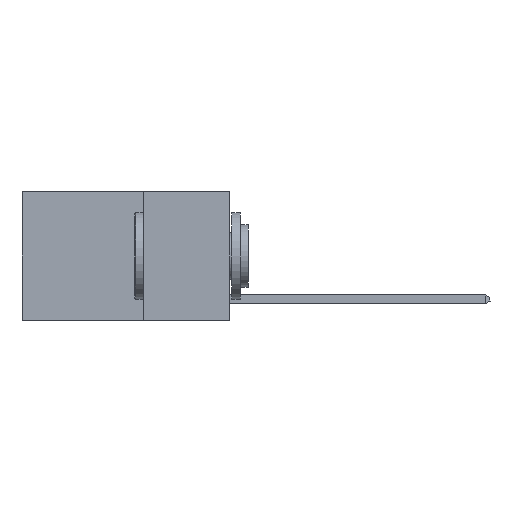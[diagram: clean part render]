
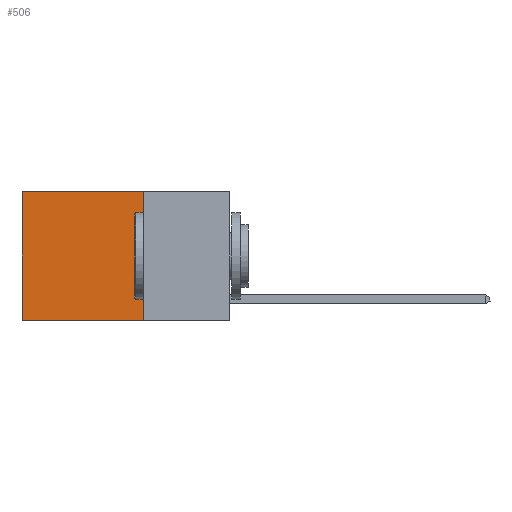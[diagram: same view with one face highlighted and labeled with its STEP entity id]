
A CAD part, left-side view. The second image highlights one B-rep face of the part: STEP entity #506.
In plain terms, the highlighted planar face has unit normal (-1, 0, 0).
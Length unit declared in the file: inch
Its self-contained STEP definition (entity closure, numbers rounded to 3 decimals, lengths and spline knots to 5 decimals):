
#506 = ADVANCED_FACE ( 'NONE', ( #6153 ), #2530, .F. ) ;
#797 = CARTESIAN_POINT ( 'NONE',  ( 0.2625, 0.25, 0. ) ) ;
#945 = VERTEX_POINT ( 'NONE', #8945 ) ;
#1295 = CARTESIAN_POINT ( 'NONE',  ( 0.2625, 0.25, 0. ) ) ;
#1318 = LINE ( 'NONE', #797, #3901 ) ;
#1488 = DIRECTION ( 'NONE',  ( 0., 0., -1. ) ) ;
#1555 = VECTOR ( 'NONE', #8711, 39.37008 ) ;
#1585 = EDGE_CURVE ( 'NONE', #8273, #945, #1318, .T. ) ;
#1689 = CARTESIAN_POINT ( 'NONE',  ( 0.2625, 0.6, -0.37 ) ) ;
#1768 = DIRECTION ( 'NONE',  ( 0., 1., 0. ) ) ;
#1836 = VECTOR ( 'NONE', #9653, 39.37008 ) ;
#1880 = LINE ( 'NONE', #7398, #11364 ) ;
#1947 = ORIENTED_EDGE ( 'NONE', *, *, #8932, .F. ) ;
#2530 = PLANE ( 'NONE',  #3455 ) ;
#2834 = DIRECTION ( 'NONE',  ( 0., 1., 0. ) ) ;
#3455 = AXIS2_PLACEMENT_3D ( 'NONE', #1295, #7281, #1488 ) ;
#3825 = CARTESIAN_POINT ( 'NONE',  ( 0.2625, 0.25, 0. ) ) ;
#3901 = VECTOR ( 'NONE', #1768, 39.37008 ) ;
#4614 = ORIENTED_EDGE ( 'NONE', *, *, #11244, .F. ) ;
#4656 = EDGE_LOOP ( 'NONE', ( #12513, #1947, #4614, #5004 ) ) ;
#5004 = ORIENTED_EDGE ( 'NONE', *, *, #1585, .T. ) ;
#5813 = LINE ( 'NONE', #10583, #1836 ) ;
#6153 = FACE_OUTER_BOUND ( 'NONE', #4656, .T. ) ;
#6514 = VERTEX_POINT ( 'NONE', #11804 ) ;
#6744 = CARTESIAN_POINT ( 'NONE',  ( 0.2625, 0.6, 0. ) ) ;
#7281 = DIRECTION ( 'NONE',  ( 1., 0., 0. ) ) ;
#7398 = CARTESIAN_POINT ( 'NONE',  ( 0.2625, 0.25, -0.37 ) ) ;
#7675 = LINE ( 'NONE', #6744, #1555 ) ;
#8273 = VERTEX_POINT ( 'NONE', #3825 ) ;
#8440 = EDGE_CURVE ( 'NONE', #945, #10679, #7675, .T. ) ;
#8711 = DIRECTION ( 'NONE',  ( 0., 0., -1. ) ) ;
#8932 = EDGE_CURVE ( 'NONE', #6514, #10679, #1880, .T. ) ;
#8945 = CARTESIAN_POINT ( 'NONE',  ( 0.2625, 0.6, 0. ) ) ;
#9653 = DIRECTION ( 'NONE',  ( 0., 0., -1. ) ) ;
#10583 = CARTESIAN_POINT ( 'NONE',  ( 0.2625, 0.25, 0. ) ) ;
#10679 = VERTEX_POINT ( 'NONE', #1689 ) ;
#11244 = EDGE_CURVE ( 'NONE', #8273, #6514, #5813, .T. ) ;
#11364 = VECTOR ( 'NONE', #2834, 39.37008 ) ;
#11804 = CARTESIAN_POINT ( 'NONE',  ( 0.2625, 0.25, -0.37 ) ) ;
#12513 = ORIENTED_EDGE ( 'NONE', *, *, #8440, .T. ) ;
